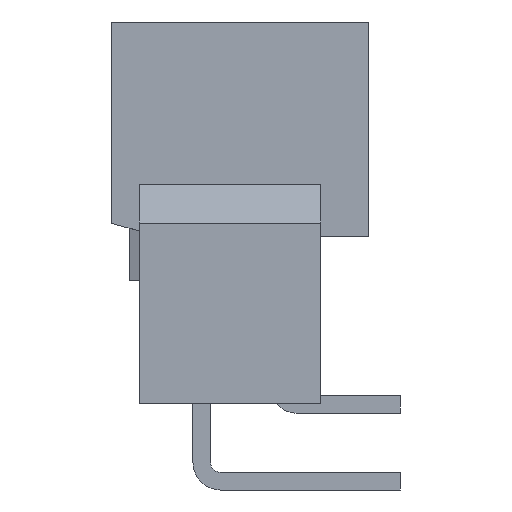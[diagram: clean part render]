
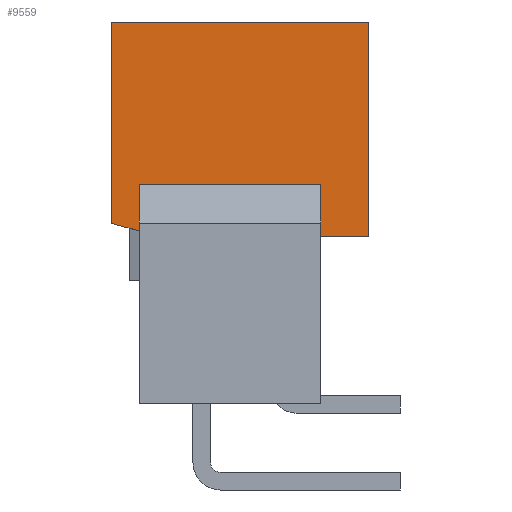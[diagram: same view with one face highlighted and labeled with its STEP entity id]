
A CAD part, left-side view. The second image highlights one B-rep face of the part: STEP entity #9559.
In plain terms, the highlighted planar face has unit normal (-1, 0, 0).
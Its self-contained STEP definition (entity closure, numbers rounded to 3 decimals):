
#72=DIRECTION('',(0.,-1.,0.));
#73=VECTOR('',#72,6.);
#74=CARTESIAN_POINT('',(-23.56,3.335,-5.38));
#75=LINE('',#74,#73);
#76=DIRECTION('',(0.,0.,1.));
#77=VECTOR('',#76,1.53);
#78=CARTESIAN_POINT('',(-23.56,3.335,-6.91));
#79=LINE('',#78,#77);
#80=DIRECTION('',(0.,0.966,0.259));
#81=VECTOR('',#80,0.952);
#82=CARTESIAN_POINT('',(-23.56,3.335,-6.91));
#83=LINE('',#82,#81);
#84=DIRECTION('',(0.,0.,1.));
#85=VECTOR('',#84,6.664);
#86=CARTESIAN_POINT('',(-23.56,4.255,-6.664));
#87=LINE('',#86,#85);
#88=DIRECTION('',(0.,-1.,0.));
#89=VECTOR('',#88,8.51);
#90=CARTESIAN_POINT('',(-23.56,4.255,0.));
#91=LINE('',#90,#89);
#92=DIRECTION('',(0.,0.,-1.));
#93=VECTOR('',#92,7.09);
#94=CARTESIAN_POINT('',(-23.56,-4.255,0.));
#95=LINE('',#94,#93);
#96=DIRECTION('',(0.,1.,0.));
#97=VECTOR('',#96,1.59);
#98=CARTESIAN_POINT('',(-23.56,-4.255,-7.09));
#99=LINE('',#98,#97);
#100=DIRECTION('',(0.,0.,1.));
#101=VECTOR('',#100,1.71);
#102=CARTESIAN_POINT('',(-23.56,-2.665,-7.09));
#103=LINE('',#102,#101);
#7212=CARTESIAN_POINT('',(-23.56,4.255,0.));
#7213=CARTESIAN_POINT('',(-23.56,-4.255,0.));
#7214=VERTEX_POINT('',#7212);
#7215=VERTEX_POINT('',#7213);
#7216=CARTESIAN_POINT('',(-23.56,-4.255,-7.09));
#7217=VERTEX_POINT('',#7216);
#7218=CARTESIAN_POINT('',(-23.56,4.255,-6.664));
#7219=VERTEX_POINT('',#7218);
#7262=CARTESIAN_POINT('',(-23.56,3.335,-5.38));
#7263=CARTESIAN_POINT('',(-23.56,-2.665,-5.38));
#7264=VERTEX_POINT('',#7262);
#7265=VERTEX_POINT('',#7263);
#7278=CARTESIAN_POINT('',(-23.56,-2.665,-7.09));
#7279=VERTEX_POINT('',#7278);
#7280=CARTESIAN_POINT('',(-23.56,3.335,-6.91));
#7281=VERTEX_POINT('',#7280);
#9536=CARTESIAN_POINT('',(-23.56,0.,0.));
#9537=DIRECTION('',(1.,0.,0.));
#9538=DIRECTION('',(0.,-1.,0.));
#9539=AXIS2_PLACEMENT_3D('',#9536,#9537,#9538);
#9540=PLANE('',#9539);
#9542=ORIENTED_EDGE('',*,*,#9541,.F.);
#9544=ORIENTED_EDGE('',*,*,#9543,.F.);
#9546=ORIENTED_EDGE('',*,*,#9545,.T.);
#9548=ORIENTED_EDGE('',*,*,#9547,.T.);
#9550=ORIENTED_EDGE('',*,*,#9549,.T.);
#9552=ORIENTED_EDGE('',*,*,#9551,.T.);
#9554=ORIENTED_EDGE('',*,*,#9553,.T.);
#9556=ORIENTED_EDGE('',*,*,#9555,.T.);
#9557=EDGE_LOOP('',(#9542,#9544,#9546,#9548,#9550,#9552,#9554,#9556));
#9558=FACE_OUTER_BOUND('',#9557,.F.);
#9559=ADVANCED_FACE('',(#9558),#9540,.F.);
#9541=EDGE_CURVE('',#7264,#7265,#75,.T.);
#9543=EDGE_CURVE('',#7281,#7264,#79,.T.);
#9545=EDGE_CURVE('',#7281,#7219,#83,.T.);
#9547=EDGE_CURVE('',#7219,#7214,#87,.T.);
#9549=EDGE_CURVE('',#7214,#7215,#91,.T.);
#9551=EDGE_CURVE('',#7215,#7217,#95,.T.);
#9553=EDGE_CURVE('',#7217,#7279,#99,.T.);
#9555=EDGE_CURVE('',#7279,#7265,#103,.T.);
